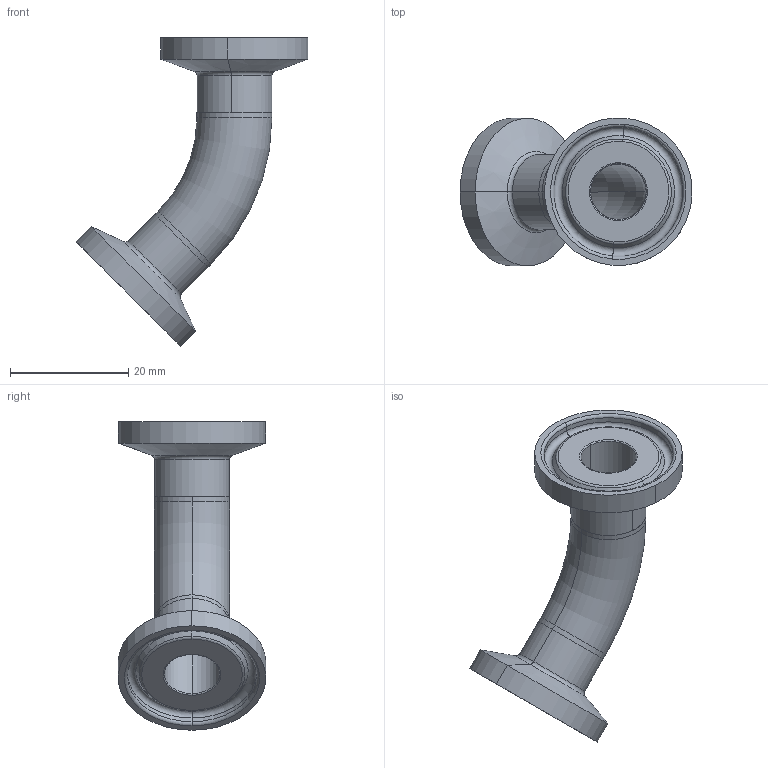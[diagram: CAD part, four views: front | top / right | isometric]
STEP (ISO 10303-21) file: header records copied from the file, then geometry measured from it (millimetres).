
FILE_DESCRIPTION (( 'STEP AP214' ), '1' );
FILE_NAME ('DT17 12.7 B.STEP', '2014-03-17T03:45:37', ( '' ), ( '' ), 'SwSTEP 2.0', 'SolidWorks 2013', '' );
FILE_SCHEMA (( 'AUTOMOTIVE_DESIGN' ));
Length unit declared in the file: inch
Products named in the file (3): DT17 12.7; DT17 12.7 B; 17 12.7
Assembly tree (3 placements, depth 2):
  DT17 12.7 B
    DT17 12.7
    17 12.7  x2
Bounding box: 39.25 x 24.99 x 52.2 mm (x, y, z)
Volume: 5445.6 mm3; surface area: 5617.9 mm2
Topology: 3 solids, 3 shells, 64 faces, 128 edges, 72 vertices
Faces by surface type: torus 24, cylinder 24, plane 8, cone 8
Entity records: 1158 total; most frequent: DIRECTION 226, CARTESIAN_POINT 167, ORIENTED_EDGE 156, AXIS2_PLACEMENT_3D 103, EDGE_CURVE 78, CIRCLE 58, VERTEX_POINT 44, EDGE_LOOP 44
